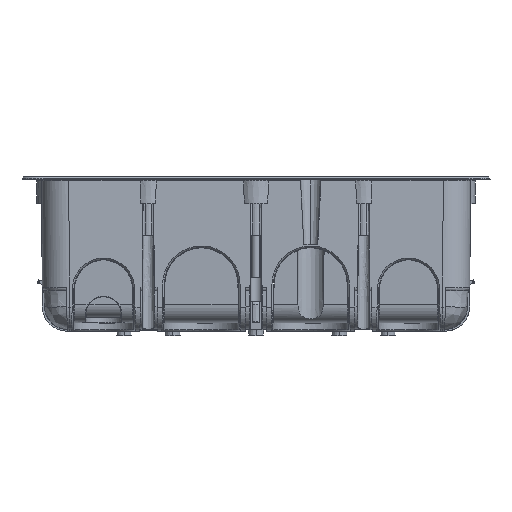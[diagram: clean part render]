
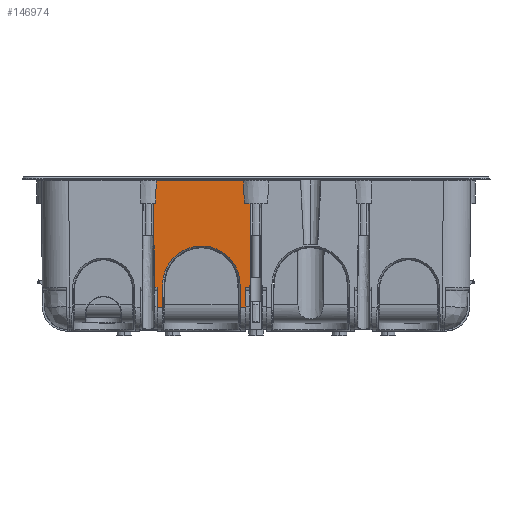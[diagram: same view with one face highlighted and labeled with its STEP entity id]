
A CAD part, left-side view. The second image highlights one B-rep face of the part: STEP entity #146974.
In plain terms, the highlighted planar face has unit normal (-1, 0, -0.009).
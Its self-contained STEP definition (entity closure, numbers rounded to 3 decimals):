
#146940=AXIS2_PLACEMENT_3D('Plane Axis2P3D',#146937,#146938,#146939) ;
#113147=CARTESIAN_POINT('Vertex',(-70.746,4.029,-0.496)) ;
#113341=CARTESIAN_POINT('Vertex',(-70.746,32.904,-0.491)) ;
#133180=CARTESIAN_POINT('Vertex',(-70.383,5.119,-42.07)) ;
#133222=CARTESIAN_POINT('Vertex',(-70.383,30.881,-42.07)) ;
#133611=CARTESIAN_POINT('Line Origine',(-70.551,5.456,-22.769)) ;
#133615=CARTESIAN_POINT('Vertex',(-70.449,5.252,-34.482)) ;
#133674=CARTESIAN_POINT('Control Point',(-70.449,5.252,-34.482)) ;
#133675=CARTESIAN_POINT('Control Point',(-70.461,5.275,-33.158)) ;
#133676=CARTESIAN_POINT('Control Point',(-70.472,5.469,-31.836)) ;
#133677=CARTESIAN_POINT('Control Point',(-70.483,5.835,-30.547)) ;
#133678=CARTESIAN_POINT('Control Point',(-70.505,6.894,-28.094)) ;
#133679=CARTESIAN_POINT('Control Point',(-70.523,8.544,-25.993)) ;
#133680=CARTESIAN_POINT('Control Point',(-70.531,9.502,-25.055)) ;
#133681=CARTESIAN_POINT('Control Point',(-70.545,11.64,-23.451)) ;
#133682=CARTESIAN_POINT('Control Point',(-70.554,14.116,-22.447)) ;
#133683=CARTESIAN_POINT('Control Point',(-70.557,15.413,-22.109)) ;
#133684=CARTESIAN_POINT('Control Point',(-70.56,18.065,-21.778)) ;
#133685=CARTESIAN_POINT('Control Point',(-70.557,20.714,-22.136)) ;
#133686=CARTESIAN_POINT('Control Point',(-70.554,22.007,-22.487)) ;
#133687=CARTESIAN_POINT('Control Point',(-70.545,24.473,-23.516)) ;
#133688=CARTESIAN_POINT('Control Point',(-70.531,26.594,-25.142)) ;
#133689=CARTESIAN_POINT('Control Point',(-70.522,27.543,-26.088)) ;
#133690=CARTESIAN_POINT('Control Point',(-70.504,29.156,-28.186)) ;
#133691=CARTESIAN_POINT('Control Point',(-70.483,30.186,-30.622)) ;
#133692=CARTESIAN_POINT('Control Point',(-70.472,30.538,-31.887)) ;
#133693=CARTESIAN_POINT('Control Point',(-70.46,30.726,-33.183)) ;
#133694=CARTESIAN_POINT('Control Point',(-70.449,30.748,-34.482)) ;
#133695=CARTESIAN_POINT('Vertex',(-70.449,30.748,-34.482)) ;
#133714=CARTESIAN_POINT('Line Origine',(-70.367,30.913,-43.92)) ;
#133731=CARTESIAN_POINT('Line Origine',(-70.746,0.,-0.496)) ;
#133749=CARTESIAN_POINT('Control Point',(-70.746,4.029,-0.496)) ;
#133750=CARTESIAN_POINT('Control Point',(-70.728,3.997,-2.464)) ;
#133751=CARTESIAN_POINT('Control Point',(-70.711,3.965,-4.432)) ;
#133752=CARTESIAN_POINT('Control Point',(-70.694,3.933,-6.4)) ;
#133753=CARTESIAN_POINT('Vertex',(-70.694,3.933,-6.4)) ;
#133757=CARTESIAN_POINT('Control Point',(-70.694,3.933,-6.4)) ;
#133758=CARTESIAN_POINT('Control Point',(-70.689,3.925,-6.933)) ;
#133759=CARTESIAN_POINT('Control Point',(-70.685,3.916,-7.467)) ;
#133760=CARTESIAN_POINT('Control Point',(-70.68,3.907,-8.)) ;
#133761=CARTESIAN_POINT('Vertex',(-70.68,3.907,-8.)) ;
#133797=CARTESIAN_POINT('Line Origine',(-70.68,2.828,-8.)) ;
#133801=CARTESIAN_POINT('Vertex',(-70.68,1.748,-8.)) ;
#134315=CARTESIAN_POINT('Vertex',(-70.68,33.069,-8.)) ;
#134319=CARTESIAN_POINT('Control Point',(-70.68,33.069,-8.)) ;
#134320=CARTESIAN_POINT('Control Point',(-70.685,33.057,-7.467)) ;
#134321=CARTESIAN_POINT('Control Point',(-70.689,33.045,-6.933)) ;
#134322=CARTESIAN_POINT('Control Point',(-70.694,33.034,-6.4)) ;
#134323=CARTESIAN_POINT('Vertex',(-70.694,33.034,-6.4)) ;
#134327=CARTESIAN_POINT('Control Point',(-70.694,33.034,-6.4)) ;
#134328=CARTESIAN_POINT('Control Point',(-70.711,32.99,-4.43)) ;
#134329=CARTESIAN_POINT('Control Point',(-70.729,32.946,-2.461)) ;
#134330=CARTESIAN_POINT('Control Point',(-70.746,32.904,-0.491)) ;
#134357=CARTESIAN_POINT('Vertex',(-70.68,33.734,-8.)) ;
#134360=CARTESIAN_POINT('Line Origine',(-70.68,33.402,-8.)) ;
#146688=CARTESIAN_POINT('Control Point',(-70.44,1.985,-35.561)) ;
#146689=CARTESIAN_POINT('Control Point',(-70.68,1.748,-8.)) ;
#146690=CARTESIAN_POINT('Vertex',(-70.44,1.985,-35.561)) ;
#146758=CARTESIAN_POINT('Vertex',(-70.383,3.431,-42.07)) ;
#146761=CARTESIAN_POINT('Line Origine',(-70.383,17.741,-42.07)) ;
#146814=CARTESIAN_POINT('Vertex',(-70.44,3.374,-35.561)) ;
#146817=CARTESIAN_POINT('Line Origine',(-70.44,17.741,-35.561)) ;
#146834=CARTESIAN_POINT('Line Origine',(-70.383,17.741,-42.07)) ;
#146838=CARTESIAN_POINT('Vertex',(-70.383,32.569,-42.07)) ;
#146904=CARTESIAN_POINT('Vertex',(-70.44,33.498,-35.561)) ;
#146922=CARTESIAN_POINT('Vertex',(-70.44,32.626,-35.561)) ;
#146925=CARTESIAN_POINT('Line Origine',(-70.44,17.741,-35.561)) ;
#146937=CARTESIAN_POINT('Axis2P3D Location',(-70.75,0.,0.)) ;
#146943=CARTESIAN_POINT('Control Point',(-70.44,3.374,-35.561)) ;
#146944=CARTESIAN_POINT('Control Point',(-70.383,3.431,-42.07)) ;
#146947=CARTESIAN_POINT('Control Point',(-70.44,33.498,-35.561)) ;
#146948=CARTESIAN_POINT('Control Point',(-70.68,33.734,-8.)) ;
#146951=CARTESIAN_POINT('Control Point',(-70.44,32.626,-35.561)) ;
#146952=CARTESIAN_POINT('Control Point',(-70.383,32.569,-42.07)) ;
#133612=DIRECTION('Vector Direction',(0.009,-0.017,-1.)) ;
#133715=DIRECTION('Vector Direction',(0.009,0.017,-1.)) ;
#133732=DIRECTION('Vector Direction',(0.,-1.,0.)) ;
#133798=DIRECTION('Vector Direction',(0.,-1.,0.)) ;
#134361=DIRECTION('Vector Direction',(0.,-1.,0.)) ;
#146762=DIRECTION('Vector Direction',(0.,1.,0.)) ;
#146818=DIRECTION('Vector Direction',(0.,1.,0.)) ;
#146835=DIRECTION('Vector Direction',(0.,1.,0.)) ;
#146926=DIRECTION('Vector Direction',(0.,1.,0.)) ;
#146938=DIRECTION('Axis2P3D Direction',(-1.,-0.,-0.009)) ;
#146939=DIRECTION('Axis2P3D XDirection',(0.,-1.,0.)) ;
#133613=VECTOR('Line Direction',#133612,1.) ;
#133716=VECTOR('Line Direction',#133715,1.) ;
#133733=VECTOR('Line Direction',#133732,1.) ;
#133799=VECTOR('Line Direction',#133798,1.) ;
#134362=VECTOR('Line Direction',#134361,1.) ;
#146763=VECTOR('Line Direction',#146762,1.) ;
#146819=VECTOR('Line Direction',#146818,1.) ;
#146836=VECTOR('Line Direction',#146835,1.) ;
#146927=VECTOR('Line Direction',#146926,1.) ;
#146955=ORIENTED_EDGE('',*,*,#146765,.F.) ;
#146956=ORIENTED_EDGE('',*,*,#146945,.F.) ;
#146957=ORIENTED_EDGE('',*,*,#146821,.F.) ;
#146958=ORIENTED_EDGE('',*,*,#146692,.F.) ;
#146959=ORIENTED_EDGE('',*,*,#133803,.F.) ;
#146960=ORIENTED_EDGE('',*,*,#133763,.T.) ;
#146961=ORIENTED_EDGE('',*,*,#133755,.T.) ;
#146962=ORIENTED_EDGE('',*,*,#133735,.F.) ;
#146963=ORIENTED_EDGE('',*,*,#134331,.T.) ;
#146964=ORIENTED_EDGE('',*,*,#134325,.T.) ;
#146965=ORIENTED_EDGE('',*,*,#134364,.F.) ;
#146966=ORIENTED_EDGE('',*,*,#146949,.F.) ;
#146967=ORIENTED_EDGE('',*,*,#146929,.F.) ;
#146968=ORIENTED_EDGE('',*,*,#146953,.F.) ;
#146969=ORIENTED_EDGE('',*,*,#146840,.F.) ;
#146970=ORIENTED_EDGE('',*,*,#133718,.F.) ;
#146971=ORIENTED_EDGE('',*,*,#133697,.F.) ;
#146972=ORIENTED_EDGE('',*,*,#133617,.F.) ;
#146974=ADVANCED_FACE('0011981\\Corps principal',(#146973),#146941,.T.) ;
#133673=B_SPLINE_CURVE_WITH_KNOTS('',5,(#133674,#133675,#133676,#133677,#133678,#133679,#133680,#133681,#133682,#133683,#133684,#133685,#133686,#133687,#133688,#133689,#133690,#133691,#133692,#133693,#133694),.UNSPECIFIED.,.F.,.U.,(6,3,3,3,3,3,6),(28.078,37.263,46.45,55.636,64.822,74.008,83.015),.UNSPECIFIED.) ;
#133748=B_SPLINE_CURVE_WITH_KNOTS('',3,(#133749,#133750,#133751,#133752),.UNSPECIFIED.,.F.,.U.,(4,4),(0.701,9.052),.UNSPECIFIED.) ;
#133756=B_SPLINE_CURVE_WITH_KNOTS('',3,(#133757,#133758,#133759,#133760),.UNSPECIFIED.,.F.,.U.,(4,4),(0.,2.263),.UNSPECIFIED.) ;
#134318=B_SPLINE_CURVE_WITH_KNOTS('',3,(#134319,#134320,#134321,#134322),.UNSPECIFIED.,.F.,.U.,(4,4),(0.,2.263),.UNSPECIFIED.) ;
#134326=B_SPLINE_CURVE_WITH_KNOTS('',3,(#134327,#134328,#134329,#134330),.UNSPECIFIED.,.F.,.U.,(4,4),(0.,8.359),.UNSPECIFIED.) ;
#146687=B_SPLINE_CURVE_WITH_KNOTS('',1,(#146688,#146689),.UNSPECIFIED.,.F.,.U.,(2,2),(-13.212,14.351),.UNSPECIFIED.) ;
#146942=B_SPLINE_CURVE_WITH_KNOTS('',1,(#146943,#146944),.UNSPECIFIED.,.F.,.U.,(2,2),(-0.57,5.94),.UNSPECIFIED.) ;
#146946=B_SPLINE_CURVE_WITH_KNOTS('',1,(#146947,#146948),.UNSPECIFIED.,.F.,.U.,(2,2),(-6.811,20.752),.UNSPECIFIED.) ;
#146950=B_SPLINE_CURVE_WITH_KNOTS('',1,(#146951,#146952),.UNSPECIFIED.,.F.,.U.,(2,2),(-0.57,5.94),.UNSPECIFIED.) ;
#133617=EDGE_CURVE('',#133181,#133616,#133614,.F.) ;
#133697=EDGE_CURVE('',#133616,#133696,#133673,.T.) ;
#133718=EDGE_CURVE('',#133696,#133223,#133717,.T.) ;
#133735=EDGE_CURVE('',#113342,#113148,#133734,.T.) ;
#133755=EDGE_CURVE('',#133754,#113148,#133748,.F.) ;
#133763=EDGE_CURVE('',#133762,#133754,#133756,.F.) ;
#133803=EDGE_CURVE('',#133762,#133802,#133800,.T.) ;
#134325=EDGE_CURVE('',#134324,#134316,#134318,.F.) ;
#134331=EDGE_CURVE('',#113342,#134324,#134326,.F.) ;
#134364=EDGE_CURVE('',#134358,#134316,#134363,.T.) ;
#146692=EDGE_CURVE('',#133802,#146691,#146687,.F.) ;
#146765=EDGE_CURVE('',#146759,#133181,#146764,.T.) ;
#146821=EDGE_CURVE('',#146691,#146815,#146820,.T.) ;
#146840=EDGE_CURVE('',#133223,#146839,#146837,.T.) ;
#146929=EDGE_CURVE('',#146923,#146905,#146928,.T.) ;
#146945=EDGE_CURVE('',#146815,#146759,#146942,.T.) ;
#146949=EDGE_CURVE('',#146905,#134358,#146946,.T.) ;
#146953=EDGE_CURVE('',#146839,#146923,#146950,.F.) ;
#146954=EDGE_LOOP('',(#146955,#146956,#146957,#146958,#146959,#146960,#146961,#146962,#146963,#146964,#146965,#146966,#146967,#146968,#146969,#146970,#146971,#146972)) ;
#146973=FACE_OUTER_BOUND('',#146954,.T.) ;
#133614=LINE('Line',#133611,#133613) ;
#133717=LINE('Line',#133714,#133716) ;
#133734=LINE('Line',#133731,#133733) ;
#133800=LINE('Line',#133797,#133799) ;
#134363=LINE('Line',#134360,#134362) ;
#146764=LINE('Line',#146761,#146763) ;
#146820=LINE('Line',#146817,#146819) ;
#146837=LINE('Line',#146834,#146836) ;
#146928=LINE('Line',#146925,#146927) ;
#146941=PLANE('',#146940) ;
#113148=VERTEX_POINT('',#113147) ;
#113342=VERTEX_POINT('',#113341) ;
#133181=VERTEX_POINT('',#133180) ;
#133223=VERTEX_POINT('',#133222) ;
#133616=VERTEX_POINT('',#133615) ;
#133696=VERTEX_POINT('',#133695) ;
#133754=VERTEX_POINT('',#133753) ;
#133762=VERTEX_POINT('',#133761) ;
#133802=VERTEX_POINT('',#133801) ;
#134316=VERTEX_POINT('',#134315) ;
#134324=VERTEX_POINT('',#134323) ;
#134358=VERTEX_POINT('',#134357) ;
#146691=VERTEX_POINT('',#146690) ;
#146759=VERTEX_POINT('',#146758) ;
#146815=VERTEX_POINT('',#146814) ;
#146839=VERTEX_POINT('',#146838) ;
#146905=VERTEX_POINT('',#146904) ;
#146923=VERTEX_POINT('',#146922) ;
